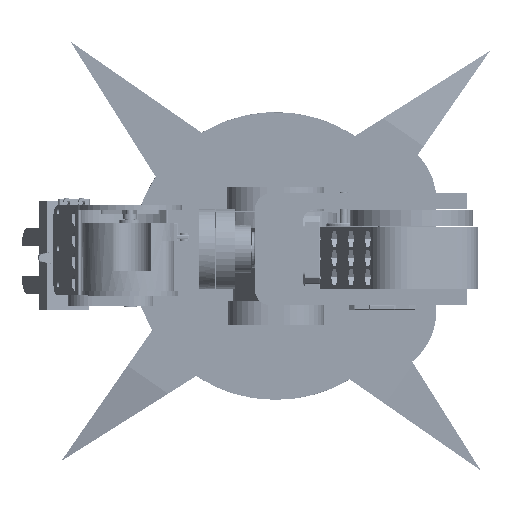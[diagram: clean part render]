
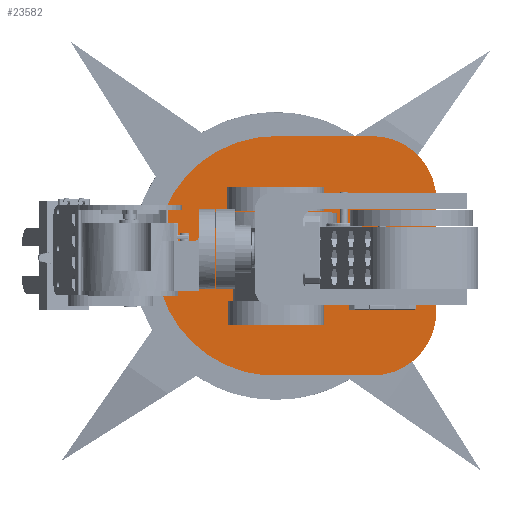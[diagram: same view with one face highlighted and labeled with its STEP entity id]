
A CAD part, left-side view. The second image highlights one B-rep face of the part: STEP entity #23582.
In plain terms, the highlighted face is planar.
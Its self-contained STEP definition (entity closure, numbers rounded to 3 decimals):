
#941=FACE_BOUND('',#4322,.T.);
#942=FACE_BOUND('',#4323,.T.);
#943=FACE_BOUND('',#4324,.T.);
#944=FACE_BOUND('',#4325,.T.);
#945=FACE_BOUND('',#4326,.T.);
#946=FACE_BOUND('',#4327,.T.);
#1636=PLANE('',#25327);
#2812=FACE_OUTER_BOUND('',#4321,.T.);
#4321=EDGE_LOOP('',(#21202,#21203,#21204,#21205,#21206,#21207));
#4322=EDGE_LOOP('',(#21208));
#4323=EDGE_LOOP('',(#21209));
#4324=EDGE_LOOP('',(#21210,#21211,#21212,#21213));
#4325=EDGE_LOOP('',(#21214,#21215,#21216,#21217));
#4326=EDGE_LOOP('',(#21218,#21219,#21220,#21221));
#4327=EDGE_LOOP('',(#21222,#21223,#21224,#21225));
#6627=LINE('',#47679,#9044);
#6631=LINE('',#47686,#9048);
#6635=LINE('',#47698,#9052);
#6639=LINE('',#47706,#9056);
#6642=LINE('',#47712,#9059);
#6645=LINE('',#47717,#9062);
#6657=LINE('',#47751,#9074);
#6661=LINE('',#47762,#9078);
#6662=LINE('',#47764,#9079);
#6663=LINE('',#47770,#9080);
#6664=LINE('',#47774,#9081);
#6665=LINE('',#47777,#9082);
#6666=LINE('',#47779,#9083);
#6667=LINE('',#47781,#9084);
#6668=LINE('',#47782,#9085);
#6669=LINE('',#47785,#9086);
#6670=LINE('',#47787,#9087);
#6671=LINE('',#47789,#9088);
#6672=LINE('',#47790,#9089);
#9044=VECTOR('',#30787,10.);
#9048=VECTOR('',#30793,10.);
#9052=VECTOR('',#30805,10.);
#9056=VECTOR('',#30811,10.);
#9059=VECTOR('',#30816,10.);
#9062=VECTOR('',#30821,10.);
#9074=VECTOR('',#30853,10.);
#9078=VECTOR('',#30863,10.);
#9079=VECTOR('',#30866,10.);
#9080=VECTOR('',#30871,10.);
#9081=VECTOR('',#30874,10.);
#9082=VECTOR('',#30877,10.);
#9083=VECTOR('',#30878,10.);
#9084=VECTOR('',#30879,10.);
#9085=VECTOR('',#30880,10.);
#9086=VECTOR('',#30881,10.);
#9087=VECTOR('',#30882,10.);
#9088=VECTOR('',#30883,10.);
#9089=VECTOR('',#30884,10.);
#9787=CIRCLE('',#25298,1.5);
#9789=CIRCLE('',#25301,1.5);
#9799=CIRCLE('',#25328,40.);
#9800=CIRCLE('',#25329,40.);
#9801=CIRCLE('',#25330,75.);
#11805=VERTEX_POINT('',#47659);
#11807=VERTEX_POINT('',#47665);
#11812=VERTEX_POINT('',#47676);
#11813=VERTEX_POINT('',#47678);
#11815=VERTEX_POINT('',#47684);
#11818=VERTEX_POINT('',#47696);
#11819=VERTEX_POINT('',#47697);
#11822=VERTEX_POINT('',#47705);
#11824=VERTEX_POINT('',#47711);
#11836=VERTEX_POINT('',#47748);
#11837=VERTEX_POINT('',#47750);
#11841=VERTEX_POINT('',#47760);
#11842=VERTEX_POINT('',#47766);
#11843=VERTEX_POINT('',#47767);
#11844=VERTEX_POINT('',#47769);
#11845=VERTEX_POINT('',#47771);
#11846=VERTEX_POINT('',#47773);
#11847=VERTEX_POINT('',#47775);
#11848=VERTEX_POINT('',#47778);
#11849=VERTEX_POINT('',#47780);
#11850=VERTEX_POINT('',#47783);
#11851=VERTEX_POINT('',#47784);
#11852=VERTEX_POINT('',#47786);
#11853=VERTEX_POINT('',#47788);
#14963=EDGE_CURVE('',#11805,#11805,#9787,.T.);
#14966=EDGE_CURVE('',#11807,#11807,#9789,.T.);
#14972=EDGE_CURVE('',#11813,#11812,#6627,.T.);
#14976=EDGE_CURVE('',#11812,#11815,#6631,.T.);
#14981=EDGE_CURVE('',#11818,#11819,#6635,.T.);
#14985=EDGE_CURVE('',#11822,#11818,#6639,.T.);
#14988=EDGE_CURVE('',#11824,#11822,#6642,.T.);
#14991=EDGE_CURVE('',#11819,#11824,#6645,.T.);
#15007=EDGE_CURVE('',#11837,#11836,#6657,.T.);
#15013=EDGE_CURVE('',#11815,#11841,#6661,.T.);
#15014=EDGE_CURVE('',#11841,#11813,#6662,.T.);
#15015=EDGE_CURVE('',#11842,#11843,#9799,.T.);
#15016=EDGE_CURVE('',#11844,#11842,#6663,.T.);
#15017=EDGE_CURVE('',#11845,#11844,#9800,.T.);
#15018=EDGE_CURVE('',#11846,#11845,#6664,.T.);
#15019=EDGE_CURVE('',#11846,#11847,#9801,.T.);
#15020=EDGE_CURVE('',#11843,#11847,#6665,.T.);
#15021=EDGE_CURVE('',#11836,#11848,#6666,.T.);
#15022=EDGE_CURVE('',#11848,#11849,#6667,.T.);
#15023=EDGE_CURVE('',#11849,#11837,#6668,.T.);
#15024=EDGE_CURVE('',#11850,#11851,#6669,.T.);
#15025=EDGE_CURVE('',#11851,#11852,#6670,.T.);
#15026=EDGE_CURVE('',#11852,#11853,#6671,.T.);
#15027=EDGE_CURVE('',#11853,#11850,#6672,.T.);
#21202=ORIENTED_EDGE('',*,*,#15015,.F.);
#21203=ORIENTED_EDGE('',*,*,#15016,.F.);
#21204=ORIENTED_EDGE('',*,*,#15017,.F.);
#21205=ORIENTED_EDGE('',*,*,#15018,.F.);
#21206=ORIENTED_EDGE('',*,*,#15019,.T.);
#21207=ORIENTED_EDGE('',*,*,#15020,.F.);
#21208=ORIENTED_EDGE('',*,*,#14963,.T.);
#21209=ORIENTED_EDGE('',*,*,#14966,.T.);
#21210=ORIENTED_EDGE('',*,*,#14976,.T.);
#21211=ORIENTED_EDGE('',*,*,#15013,.T.);
#21212=ORIENTED_EDGE('',*,*,#15014,.T.);
#21213=ORIENTED_EDGE('',*,*,#14972,.T.);
#21214=ORIENTED_EDGE('',*,*,#14981,.T.);
#21215=ORIENTED_EDGE('',*,*,#14991,.T.);
#21216=ORIENTED_EDGE('',*,*,#14988,.T.);
#21217=ORIENTED_EDGE('',*,*,#14985,.T.);
#21218=ORIENTED_EDGE('',*,*,#15007,.T.);
#21219=ORIENTED_EDGE('',*,*,#15021,.T.);
#21220=ORIENTED_EDGE('',*,*,#15022,.T.);
#21221=ORIENTED_EDGE('',*,*,#15023,.T.);
#21222=ORIENTED_EDGE('',*,*,#15024,.T.);
#21223=ORIENTED_EDGE('',*,*,#15025,.T.);
#21224=ORIENTED_EDGE('',*,*,#15026,.T.);
#21225=ORIENTED_EDGE('',*,*,#15027,.T.);
#23582=ADVANCED_FACE('',(#2812,#941,#942,#943,#944,#945,#946),#1636,.T.);
#25298=AXIS2_PLACEMENT_3D('',#47660,#30769,#30770);
#25301=AXIS2_PLACEMENT_3D('',#47666,#30776,#30777);
#25327=AXIS2_PLACEMENT_3D('',#47765,#30867,#30868);
#25328=AXIS2_PLACEMENT_3D('',#47768,#30869,#30870);
#25329=AXIS2_PLACEMENT_3D('',#47772,#30872,#30873);
#25330=AXIS2_PLACEMENT_3D('',#47776,#30875,#30876);
#30769=DIRECTION('center_axis',(0.,0.,-1.));
#30770=DIRECTION('ref_axis',(-1.,0.,0.));
#30776=DIRECTION('center_axis',(0.,0.,-1.));
#30777=DIRECTION('ref_axis',(-1.,0.,0.));
#30787=DIRECTION('',(0.,1.,0.));
#30793=DIRECTION('',(1.,0.,0.));
#30805=DIRECTION('',(1.,0.,0.));
#30811=DIRECTION('',(0.,1.,0.));
#30816=DIRECTION('',(-1.,0.,0.));
#30821=DIRECTION('',(0.,-1.,0.));
#30853=DIRECTION('',(0.,-1.,0.));
#30863=DIRECTION('',(0.,-1.,0.));
#30866=DIRECTION('',(-1.,0.,0.));
#30867=DIRECTION('center_axis',(0.,0.,1.));
#30868=DIRECTION('ref_axis',(1.,0.,0.));
#30869=DIRECTION('center_axis',(0.,0.,-1.));
#30870=DIRECTION('ref_axis',(-0.707,-0.707,0.));
#30871=DIRECTION('',(-1.,0.,0.));
#30872=DIRECTION('center_axis',(0.,0.,-1.));
#30873=DIRECTION('ref_axis',(0.707,-0.707,0.));
#30874=DIRECTION('',(0.,-1.,0.));
#30875=DIRECTION('center_axis',(0.,0.,1.));
#30876=DIRECTION('ref_axis',(1.,0.,0.));
#30877=DIRECTION('',(0.,1.,0.));
#30878=DIRECTION('',(-1.,0.,0.));
#30879=DIRECTION('',(0.,1.,0.));
#30880=DIRECTION('',(1.,0.,0.));
#30881=DIRECTION('',(-1.,0.,0.));
#30882=DIRECTION('',(0.,1.,0.));
#30883=DIRECTION('',(1.,0.,0.));
#30884=DIRECTION('',(0.,-1.,0.));
#47659=CARTESIAN_POINT('',(4.715,-94.311,20.));
#47660=CARTESIAN_POINT('Origin',(3.215,-94.311,20.));
#47665=CARTESIAN_POINT('',(-25.2,-94.311,20.));
#47666=CARTESIAN_POINT('Origin',(-26.7,-94.311,20.));
#47676=CARTESIAN_POINT('',(-26.289,-29.975,20.));
#47678=CARTESIAN_POINT('',(-26.289,-44.156,20.));
#47679=CARTESIAN_POINT('',(-26.289,-14.988,20.));
#47684=CARTESIAN_POINT('',(-0.852,-29.975,20.));
#47686=CARTESIAN_POINT('',(-0.426,-29.975,20.));
#47696=CARTESIAN_POINT('',(12.926,29.76,20.));
#47697=CARTESIAN_POINT('',(27.655,29.76,20.));
#47698=CARTESIAN_POINT('',(6.463,29.76,20.));
#47705=CARTESIAN_POINT('',(12.926,-30.361,20.));
#47706=CARTESIAN_POINT('',(12.926,-15.18,20.));
#47711=CARTESIAN_POINT('',(27.655,-30.361,20.));
#47712=CARTESIAN_POINT('',(13.828,-30.361,20.));
#47717=CARTESIAN_POINT('',(27.655,14.88,20.));
#47748=CARTESIAN_POINT('',(42.892,-30.19,20.));
#47750=CARTESIAN_POINT('',(42.892,30.501,20.));
#47751=CARTESIAN_POINT('',(42.892,-15.095,20.));
#47760=CARTESIAN_POINT('',(-0.852,-44.156,20.));
#47762=CARTESIAN_POINT('',(-0.852,-22.078,20.));
#47764=CARTESIAN_POINT('',(-14.145,-44.156,20.));
#47765=CARTESIAN_POINT('Origin',(0.,0.,20.));
#47766=CARTESIAN_POINT('',(-34.723,-100.549,20.));
#47767=CARTESIAN_POINT('',(-74.723,-60.549,20.));
#47768=CARTESIAN_POINT('Origin',(-34.723,-60.549,20.));
#47769=CARTESIAN_POINT('',(34.997,-100.549,20.));
#47770=CARTESIAN_POINT('',(74.997,-100.549,20.));
#47771=CARTESIAN_POINT('',(74.997,-60.549,20.));
#47772=CARTESIAN_POINT('Origin',(34.997,-60.549,20.));
#47773=CARTESIAN_POINT('',(74.997,-0.615,20.));
#47774=CARTESIAN_POINT('',(74.997,-0.549,20.));
#47775=CARTESIAN_POINT('',(-74.723,-6.443,20.));
#47776=CARTESIAN_POINT('Origin',(0.,0.,20.));
#47777=CARTESIAN_POINT('',(-74.723,-100.549,20.));
#47778=CARTESIAN_POINT('',(27.892,-30.19,20.));
#47779=CARTESIAN_POINT('',(13.946,-30.19,20.));
#47780=CARTESIAN_POINT('',(27.892,30.501,20.));
#47781=CARTESIAN_POINT('',(27.892,15.251,20.));
#47782=CARTESIAN_POINT('',(21.446,30.501,20.));
#47783=CARTESIAN_POINT('',(-28.289,-29.975,20.));
#47784=CARTESIAN_POINT('',(-43.289,-29.975,20.));
#47785=CARTESIAN_POINT('',(-21.645,-29.975,20.));
#47786=CARTESIAN_POINT('',(-43.289,29.977,20.));
#47787=CARTESIAN_POINT('',(-43.289,14.988,20.));
#47788=CARTESIAN_POINT('',(-28.289,29.977,20.));
#47789=CARTESIAN_POINT('',(-14.145,29.977,20.));
#47790=CARTESIAN_POINT('',(-28.289,-14.988,20.));
